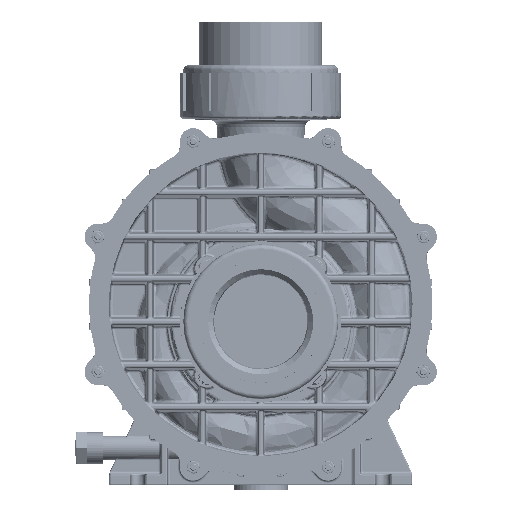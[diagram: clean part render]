
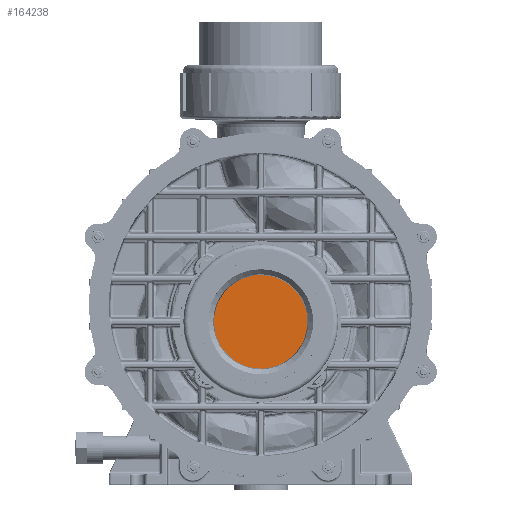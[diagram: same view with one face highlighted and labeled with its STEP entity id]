
A CAD part, top view. The second image highlights one B-rep face of the part: STEP entity #164238.
In plain terms, the highlighted planar face has unit normal (0, 0, 1).
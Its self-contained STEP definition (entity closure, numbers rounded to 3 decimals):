
#51986=ORIENTED_EDGE('',*,*,#70713,.T.);
#70713=EDGE_CURVE('',#81591,#81591,#87272,.F.);
#81591=VERTEX_POINT('',#321707);
#87272=CIRCLE('',#174335,40.175);
#94955=EDGE_LOOP('',(#51986));
#103040=FACE_BOUND('',#94955,.T.);
#106094=PLANE('',#174336);
#164238=ADVANCED_FACE('',(#103040),#106094,.F.);
#174335=AXIS2_PLACEMENT_3D('',#321706,#198639,#198640);
#174336=AXIS2_PLACEMENT_3D('',#321708,#198641,#198642);
#198639=DIRECTION('',(0.,0.,-1.));
#198640=DIRECTION('',(0.,1.,0.));
#198641=DIRECTION('',(0.,0.,-1.));
#198642=DIRECTION('',(-0.966,-0.259,0.));
#321706=CARTESIAN_POINT('',(0.,0.,47.1));
#321707=CARTESIAN_POINT('',(0.,40.175,47.1));
#321708=CARTESIAN_POINT('',(-45.962,-45.962,47.1));
